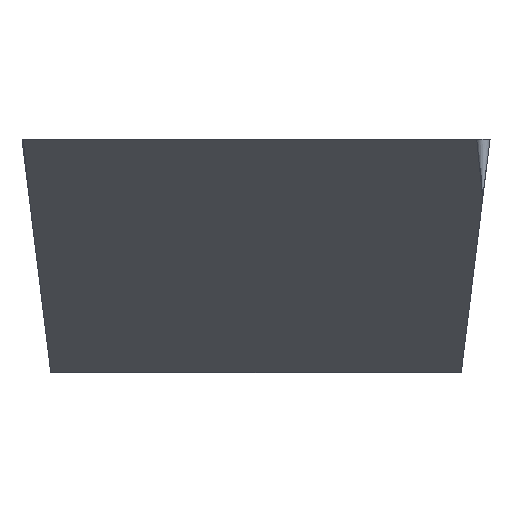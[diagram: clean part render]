
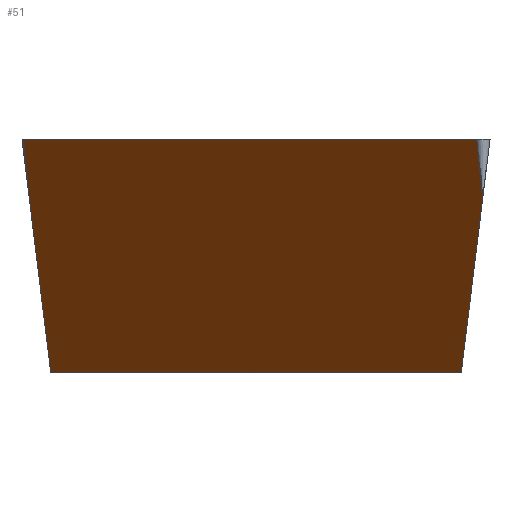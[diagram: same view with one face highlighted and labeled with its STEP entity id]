
A CAD part, left-side view. The second image highlights one B-rep face of the part: STEP entity #51.
In plain terms, the highlighted planar face has unit normal (-0.569, 0.813, -0.122).
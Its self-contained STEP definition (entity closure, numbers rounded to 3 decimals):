
#42=FACE_OUTER_BOUND('',#124,.T.);
#51=ADVANCED_FACE('',(#42),#65,.F.);
#65=PLANE('',#291);
#72=LINE('',#445,#92);
#76=LINE('',#453,#96);
#78=LINE('',#457,#98);
#79=LINE('',#459,#99);
#80=LINE('',#461,#100);
#81=LINE('',#463,#101);
#92=VECTOR('',#322,1.0);
#96=VECTOR('',#328,1.0);
#98=VECTOR('',#332,1.0);
#99=VECTOR('',#333,1.0);
#100=VECTOR('',#334,1.0);
#101=VECTOR('',#335,1.0);
#124=EDGE_LOOP('',(#152,#153,#154,#155,#156,#157));
#152=ORIENTED_EDGE('',*,*,#224,.F.);
#153=ORIENTED_EDGE('',*,*,#230,.T.);
#154=ORIENTED_EDGE('',*,*,#231,.T.);
#155=ORIENTED_EDGE('',*,*,#232,.F.);
#156=ORIENTED_EDGE('',*,*,#233,.T.);
#157=ORIENTED_EDGE('',*,*,#228,.F.);
#200=VERTEX_POINT('',#439);
#203=VERTEX_POINT('',#444);
#207=VERTEX_POINT('',#454);
#208=VERTEX_POINT('',#458);
#209=VERTEX_POINT('',#460);
#210=VERTEX_POINT('',#462);
#224=EDGE_CURVE('',#203,#200,#72,.T.);
#228=EDGE_CURVE('INSERT_CORNER_EDGE4',#200,#207,#76,.T.);
#230=EDGE_CURVE('INSERT_CORNER_EDGE1',#203,#208,#78,.T.);
#231=EDGE_CURVE('',#208,#209,#79,.T.);
#232=EDGE_CURVE('',#210,#209,#80,.T.);
#233=EDGE_CURVE('',#210,#207,#81,.T.);
#291=AXIS2_PLACEMENT_3D('',#464,#336,#337);
#322=DIRECTION('',(0.819,0.574,0.0));
#328=DIRECTION('',(-0.038,0.122,0.992));
#332=DIRECTION('',(-0.361,-0.114,0.926));
#333=DIRECTION('',(-0.07,0.1,0.993));
#334=DIRECTION('',(-0.819,-0.574,0.));
#335=DIRECTION('',(0.07,-0.1,-0.993));
#336=DIRECTION('',(0.569,-0.813,0.122));
#337=DIRECTION('',(0.819,0.574,0.0));
#439=CARTESIAN_POINT('',(9.192,5.96,-3.175));
#444=CARTESIAN_POINT('',(1.236,0.39,-3.175));
#445=CARTESIAN_POINT('',(8.472,5.456,-3.175));
#453=CARTESIAN_POINT('',(9.07,6.345,-0.038));
#454=CARTESIAN_POINT('',(9.1,6.251,-0.808));
#457=CARTESIAN_POINT('',(1.309,0.413,-3.361));
#458=CARTESIAN_POINT('',(0.315,0.099,-0.808));
#459=CARTESIAN_POINT('',(0.258,0.18,0.));
#460=CARTESIAN_POINT('',(0.258,0.18,0.));
#461=CARTESIAN_POINT('',(8.249,5.776,0.));
#462=CARTESIAN_POINT('',(9.043,6.332,0.));
#463=CARTESIAN_POINT('',(9.043,6.332,0.));
#464=CARTESIAN_POINT('',(8.249,5.776,0.));
